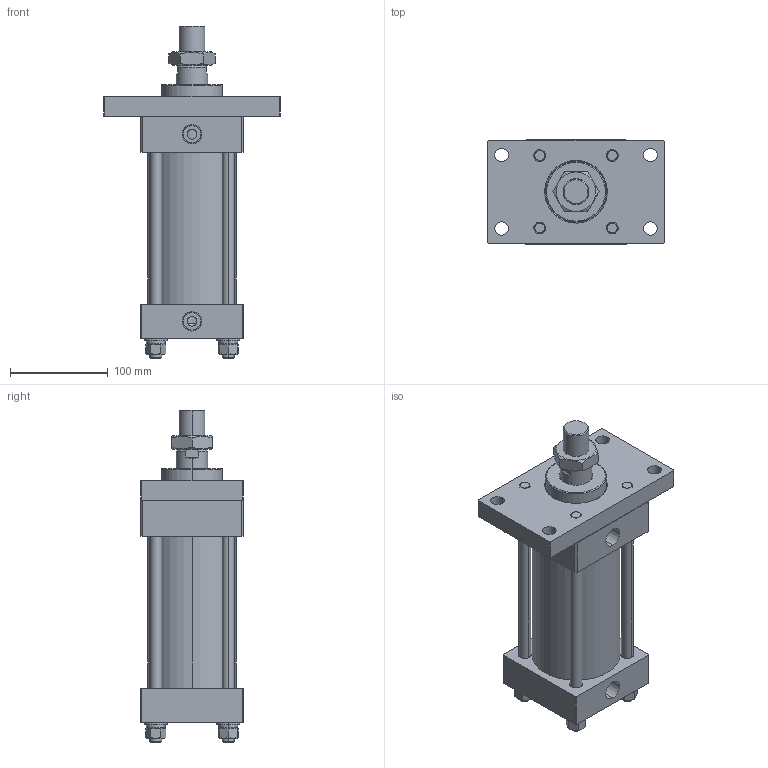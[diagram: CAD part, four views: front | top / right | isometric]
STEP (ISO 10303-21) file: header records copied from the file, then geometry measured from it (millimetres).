
FILE_DESCRIPTION (( 'STEP AP203' ), '1' );
FILE_NAME ('MOB-80-32-100-FA.STEP', '2021-04-28T03:45:58', ( '微软用户' ), ( '微软中国' ), 'SwSTEP 2.0', 'SolidWorks 2012', '' );
FILE_SCHEMA (( 'CONFIG_CONTROL_DESIGN' ));
Length unit declared in the file: millimetre
Products named in the file (11): MOB-80-32-100-FA楊擘; MOB-80-32-100前盖; MOB-80-32-100掛极; MOB-80-32-100綴裔; MOB-80-32-100活塞杆; MOB-80-32-100-FA嶺裝; plain washers--product grade c gb_GB_FASTENER_WASHER_SMWC 12; spring lock washers--normal type gb_GB_FASTENER_WASHER_SW 12; hex nuts 1-fine pitch-grades ab gb_GB_FASTENER_NUT_SNAB1XY M12X1.5-N; hex thin nuts-grades ab-chamfered gb_GB_FASTENER_NUT_STNAB  B M27-N; MOB-80-32-100-FA
Assembly tree (22 placements, depth 2):
  MOB-80-32-100-FA
    MOB-80-32-100-FA楊擘
    MOB-80-32-100前盖
    MOB-80-32-100掛极
    MOB-80-32-100綴裔
    MOB-80-32-100活塞杆
    MOB-80-32-100-FA嶺裝  x4
    plain washers--product grade c gb_GB_FASTENER_WASHER_SMWC 12  x4
    spring lock washers--normal type gb_GB_FASTENER_WASHER_SW 12  x4
    hex nuts 1-fine pitch-grades ab gb_GB_FASTENER_NUT_SNAB1XY M12X1.5-N  x4
    hex thin nuts-grades ab-chamfered gb_GB_FASTENER_NUT_STNAB  B M27-N
Bounding box: 180 x 106 x 339 mm (x, y, z)
Volume: 1775019.2 mm3; surface area: 346708.3 mm2
Topology: 22 solids, 22 shells, 341 faces, 770 edges, 484 vertices
Faces by surface type: cylinder 124, plane 122, cone 81, torus 14
Entity records: 8203 total; most frequent: CARTESIAN_POINT 1535, DIRECTION 1178, ORIENTED_EDGE 1000, EDGE_CURVE 500, AXIS2_PLACEMENT_3D 479, VERTEX_POINT 316, EDGE_LOOP 274, CIRCLE 239
